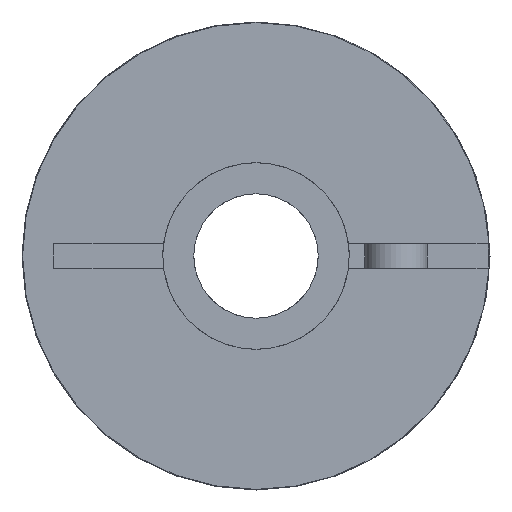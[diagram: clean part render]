
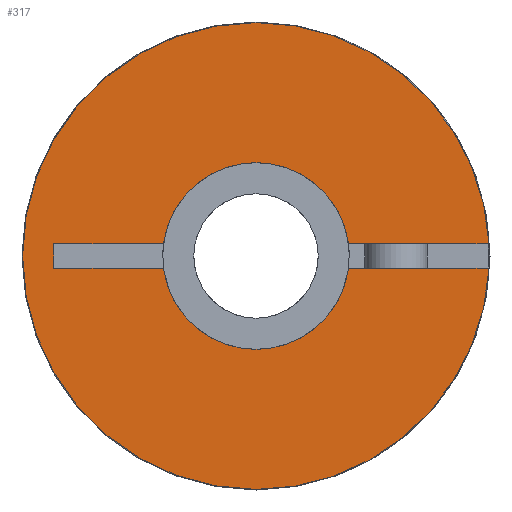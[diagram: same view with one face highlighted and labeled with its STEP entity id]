
A CAD part, left-side view. The second image highlights one B-rep face of the part: STEP entity #317.
In plain terms, the highlighted planar face has unit normal (-1, 0, 0).
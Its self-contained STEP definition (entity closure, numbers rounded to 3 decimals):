
#317=ADVANCED_FACE('NONE',(#701),#702,.T.);
#701=FACE_OUTER_BOUND('',#1157,.T.);
#702=PLANE('',#1158);
#1157=EDGE_LOOP('',(#2024,#2025,#2026,#2027,#2028,#2029,#2030,#2031,#2032,#2033,#2034,#2035));
#1158=AXIS2_PLACEMENT_3D('',#2036,#2037,#2038);
#2024=ORIENTED_EDGE('',*,*,#2627,.T.);
#2025=ORIENTED_EDGE('',*,*,#2645,.T.);
#2026=ORIENTED_EDGE('',*,*,#2660,.F.);
#2027=ORIENTED_EDGE('',*,*,#2847,.T.);
#2028=ORIENTED_EDGE('',*,*,#2889,.T.);
#2029=ORIENTED_EDGE('',*,*,#2841,.T.);
#2030=ORIENTED_EDGE('',*,*,#2669,.F.);
#2031=ORIENTED_EDGE('',*,*,#2638,.T.);
#2032=ORIENTED_EDGE('',*,*,#2636,.T.);
#2033=ORIENTED_EDGE('',*,*,#2896,.F.);
#2034=ORIENTED_EDGE('',*,*,#2897,.F.);
#2035=ORIENTED_EDGE('',*,*,#2893,.F.);
#2036=CARTESIAN_POINT('',(0.0,-7.5,0.0));
#2037=DIRECTION('',(-1.0,0.0,0.0));
#2038=DIRECTION('',(0.0,0.0,-1.0));
#2627=EDGE_CURVE('',#3122,#3119,#3123,.T.);
#2636=EDGE_CURVE('',#3129,#3137,#3139,.T.);
#2638=EDGE_CURVE('',#3141,#3129,#3142,.T.);
#2645=EDGE_CURVE('',#3119,#3150,#3152,.T.);
#2660=EDGE_CURVE('NONE',#3173,#3150,#3175,.T.);
#2669=EDGE_CURVE('NONE',#3141,#3189,#3190,.T.);
#2841=EDGE_CURVE('NONE',#3456,#3189,#3457,.T.);
#2847=EDGE_CURVE('NONE',#3173,#3464,#3466,.T.);
#2889=EDGE_CURVE('NONE',#3464,#3456,#3521,.T.);
#2893=EDGE_CURVE('NONE',#3122,#3526,#3527,.T.);
#2896=EDGE_CURVE('NONE',#3530,#3137,#3531,.T.);
#2897=EDGE_CURVE('NONE',#3526,#3530,#3532,.T.);
#3119=VERTEX_POINT('',#3785);
#3122=VERTEX_POINT('',#3789);
#3123=CIRCLE('',#3790,3.0);
#3129=VERTEX_POINT('',#3797);
#3137=VERTEX_POINT('',#3807);
#3139=CIRCLE('',#3810,3.0);
#3141=VERTEX_POINT('',#3812);
#3142=CIRCLE('',#3813,3.0);
#3150=VERTEX_POINT('',#3822);
#3152=CIRCLE('',#3825,3.0);
#3173=VERTEX_POINT('NONE',#3849);
#3175=LINE('',#3852,#3853);
#3189=VERTEX_POINT('NONE',#3869);
#3190=LINE('',#3870,#3871);
#3456=VERTEX_POINT('NONE',#4223);
#3457=CIRCLE('',#4224,7.5);
#3464=VERTEX_POINT('NONE',#4264);
#3466=CIRCLE('',#4267,7.5);
#3521=CIRCLE('',#4428,7.5);
#3526=VERTEX_POINT('NONE',#4434);
#3527=LINE('',#4435,#4436);
#3530=VERTEX_POINT('NONE',#4440);
#3531=LINE('',#4441,#4442);
#3532=LINE('',#4443,#4444);
#3785=CARTESIAN_POINT('',(0.0,0.,3.0));
#3789=CARTESIAN_POINT('',(0.0,2.973,0.4));
#3790=AXIS2_PLACEMENT_3D('',#4769,#4770,#4771);
#3797=CARTESIAN_POINT('',(0.0,0.,-3.0));
#3807=CARTESIAN_POINT('',(0.0,2.973,-0.4));
#3810=AXIS2_PLACEMENT_3D('',#4785,#4786,#4787);
#3812=CARTESIAN_POINT('',(0.0,-2.973,-0.4));
#3813=AXIS2_PLACEMENT_3D('',#4788,#4789,#4790);
#3822=CARTESIAN_POINT('',(0.0,-2.973,0.4));
#3825=AXIS2_PLACEMENT_3D('',#4802,#4803,#4804);
#3849=CARTESIAN_POINT('',(0.0,-7.489,0.4));
#3852=CARTESIAN_POINT('',(0.0,-7.955,0.4));
#3853=VECTOR('',#4830,1000.0);
#3869=CARTESIAN_POINT('',(0.0,-7.489,-0.4));
#3870=CARTESIAN_POINT('',(0.0,-7.955,-0.4));
#3871=VECTOR('',#4845,1000.0);
#4223=CARTESIAN_POINT('',(0.0,0.0,-7.5));
#4224=AXIS2_PLACEMENT_3D('',#5181,#5182,#5183);
#4264=CARTESIAN_POINT('',(0.0,0.,7.5));
#4267=AXIS2_PLACEMENT_3D('',#5186,#5187,#5188);
#4428=AXIS2_PLACEMENT_3D('',#5247,#5248,#5249);
#4434=CARTESIAN_POINT('',(0.0,6.5,0.4));
#4435=CARTESIAN_POINT('',(0.0,-7.955,0.4));
#4436=VECTOR('',#5254,1000.0);
#4440=CARTESIAN_POINT('',(0.0,6.5,-0.4));
#4441=CARTESIAN_POINT('',(0.0,-7.955,-0.4));
#4442=VECTOR('',#5256,1000.0);
#4443=CARTESIAN_POINT('',(0.0,6.5,0.4));
#4444=VECTOR('',#5257,1000.0);
#4769=CARTESIAN_POINT('',(0.0,0.0,0.0));
#4770=DIRECTION('',(1.0,-0.0,0.0));
#4771=DIRECTION('',(0.0,0.0,-1.0));
#4785=CARTESIAN_POINT('',(0.0,0.0,0.0));
#4786=DIRECTION('',(1.0,-0.0,0.0));
#4787=DIRECTION('',(0.0,0.0,-1.0));
#4788=CARTESIAN_POINT('',(0.0,0.0,0.0));
#4789=DIRECTION('',(1.0,-0.0,0.0));
#4790=DIRECTION('',(0.0,0.0,-1.0));
#4802=CARTESIAN_POINT('',(0.0,0.0,0.0));
#4803=DIRECTION('',(1.0,-0.0,0.0));
#4804=DIRECTION('',(0.0,0.0,-1.0));
#4830=DIRECTION('',(0.0,1.0,0.));
#4845=DIRECTION('',(0.0,-1.0,0.));
#5181=CARTESIAN_POINT('',(0.0,0.0,0.0));
#5182=DIRECTION('',(-1.0,-0.0,-0.0));
#5183=DIRECTION('',(0.0,0.0,-1.0));
#5186=CARTESIAN_POINT('',(0.0,0.0,0.0));
#5187=DIRECTION('',(-1.0,-0.0,-0.0));
#5188=DIRECTION('',(0.0,0.0,-1.0));
#5247=CARTESIAN_POINT('',(0.0,0.0,0.0));
#5248=DIRECTION('',(-1.0,-0.0,-0.0));
#5249=DIRECTION('',(0.0,0.0,-1.0));
#5254=DIRECTION('',(0.0,1.0,0.));
#5256=DIRECTION('',(0.0,-1.0,0.));
#5257=DIRECTION('',(0.0,-0.0,-1.0));
